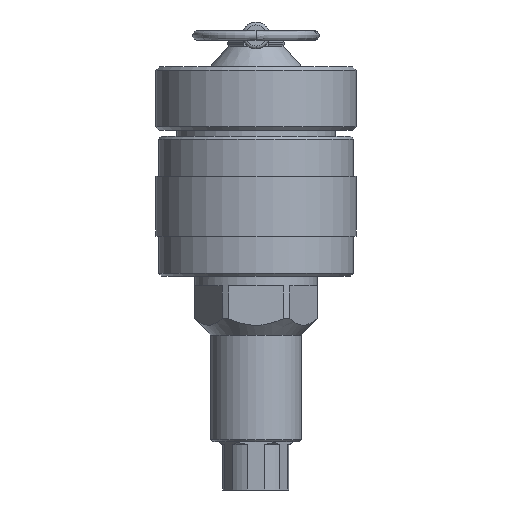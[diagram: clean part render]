
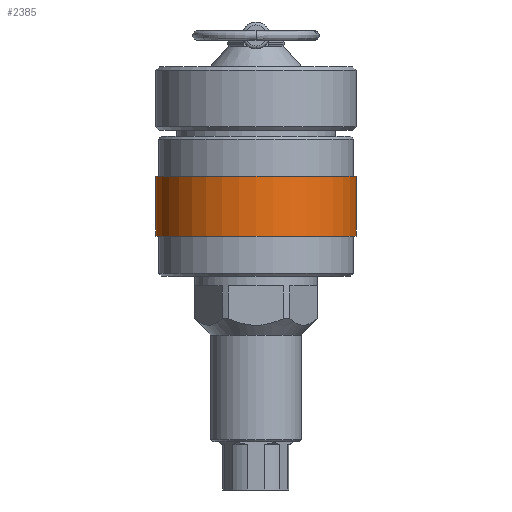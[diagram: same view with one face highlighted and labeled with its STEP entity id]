
A CAD part, front view. The second image highlights one B-rep face of the part: STEP entity #2385.
In plain terms, the highlighted cylindrical face has radius 17.462 mm (diameter 34.925 mm), a partial arc.
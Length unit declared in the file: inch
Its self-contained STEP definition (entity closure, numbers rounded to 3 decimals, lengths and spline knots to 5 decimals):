
#640 = DIRECTION ( 'NONE',  ( 0., 0., 1. ) ) ;
#853 = CARTESIAN_POINT ( 'NONE',  ( 0., 0., 0. ) ) ;
#945 = DIRECTION ( 'NONE',  ( 1., 0., 0. ) ) ;
#1830 = AXIS2_PLACEMENT_3D ( 'NONE', #5484, #5492, #5497 ) ;
#1831 = AXIS2_PLACEMENT_3D ( 'NONE', #5507, #5511, #5513 ) ;
#2385 = ADVANCED_FACE ( 'NONE', ( #6222 ), #6216, .T. ) ;
#2768 = VERTEX_POINT ( 'NONE', #3334 ) ;
#3334 = CARTESIAN_POINT ( 'NONE',  ( -0.6875, 0., -0.685 ) ) ;
#3896 = CARTESIAN_POINT ( 'NONE',  ( 0.6875, 0., -0.685 ) ) ;
#3941 = CARTESIAN_POINT ( 'NONE',  ( -0.6875, 0., -0.275 ) ) ;
#4033 = CARTESIAN_POINT ( 'NONE',  ( 0.6875, 0., -0.275 ) ) ;
#4715 = EDGE_CURVE ( 'NONE', #2768, #7884, #10697, .T. ) ;
#4717 = EDGE_CURVE ( 'NONE', #7839, #8009, #10699, .T. ) ;
#4736 = EDGE_CURVE ( 'NONE', #7884, #8009, #10731, .T. ) ;
#4737 = EDGE_CURVE ( 'NONE', #2768, #7839, #10732, .T. ) ;
#5361 = DIRECTION ( 'NONE',  ( 0., 0., 1. ) ) ;
#5400 = DIRECTION ( 'NONE',  ( 0., 0., 1. ) ) ;
#5484 = CARTESIAN_POINT ( 'NONE',  ( 0., 0., -0.275 ) ) ;
#5486 = CARTESIAN_POINT ( 'NONE',  ( 0.6875, 0., 0. ) ) ;
#5492 = DIRECTION ( 'NONE',  ( 0., 0., 1. ) ) ;
#5495 = CARTESIAN_POINT ( 'NONE',  ( -0.6875, 0., 0. ) ) ;
#5497 = DIRECTION ( 'NONE',  ( 1., 0., 0. ) ) ;
#5507 = CARTESIAN_POINT ( 'NONE',  ( 0., 0., -0.685 ) ) ;
#5511 = DIRECTION ( 'NONE',  ( 0., 0., 1. ) ) ;
#5513 = DIRECTION ( 'NONE',  ( 1., 0., 0. ) ) ;
#6216 = CYLINDRICAL_SURFACE ( 'NONE', #9232, 0.6875 ) ;
#6222 = FACE_OUTER_BOUND ( 'NONE', #6935, .T. ) ;
#6935 = EDGE_LOOP ( 'NONE', ( #7317, #7318, #7319, #7320 ) ) ;
#7317 = ORIENTED_EDGE ( 'NONE', *, *, #4715, .F. ) ;
#7318 = ORIENTED_EDGE ( 'NONE', *, *, #4737, .T. ) ;
#7319 = ORIENTED_EDGE ( 'NONE', *, *, #4717, .T. ) ;
#7320 = ORIENTED_EDGE ( 'NONE', *, *, #4736, .F. ) ;
#7839 = VERTEX_POINT ( 'NONE', #3896 ) ;
#7884 = VERTEX_POINT ( 'NONE', #3941 ) ;
#8009 = VERTEX_POINT ( 'NONE', #4033 ) ;
#9232 = AXIS2_PLACEMENT_3D ( 'NONE', #853, #640, #945 ) ;
#10697 = LINE ( 'NONE', #5495, #10701 ) ;
#10699 = LINE ( 'NONE', #5486, #10704 ) ;
#10701 = VECTOR ( 'NONE', #5361, 39.37008 ) ;
#10704 = VECTOR ( 'NONE', #5400, 39.37008 ) ;
#10731 = CIRCLE ( 'NONE', #1830, 0.6875 ) ;
#10732 = CIRCLE ( 'NONE', #1831, 0.6875 ) ;
